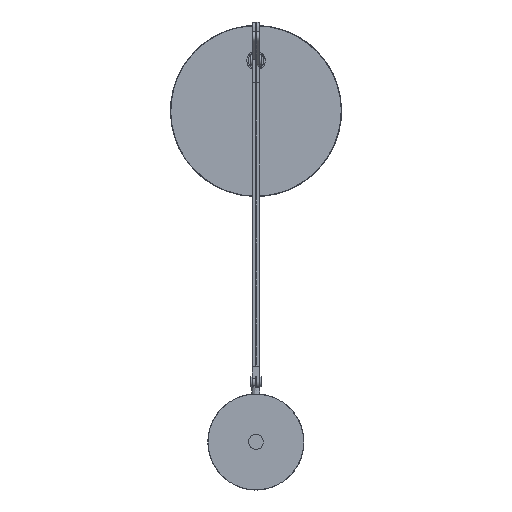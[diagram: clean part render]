
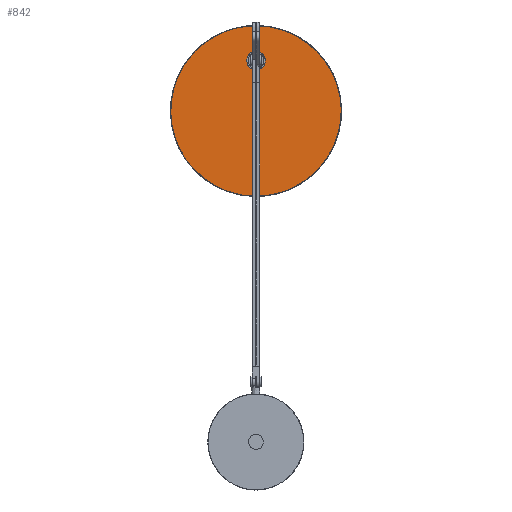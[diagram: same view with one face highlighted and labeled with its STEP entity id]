
A CAD part, top view. The second image highlights one B-rep face of the part: STEP entity #842.
In plain terms, the highlighted planar face has unit normal (0, 0, 1).
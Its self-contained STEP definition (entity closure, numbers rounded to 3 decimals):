
#842=ADVANCED_FACE('',(#970),#3006,.T.);
#970=FACE_OUTER_BOUND('',#1103,.T.);
#1103=EDGE_LOOP('',(#1266));
#1266=ORIENTED_EDGE('',*,*,#1746,.F.);
#1746=EDGE_CURVE('',#2563,#2563,#2216,.T.);
#2216=(
BOUNDED_CURVE()
B_SPLINE_CURVE(2,(#4039,#4040,#4041,#4042,#4043,#4044,#4045,#4046,#4047),
 .UNSPECIFIED.,.T.,.F.)
B_SPLINE_CURVE_WITH_KNOTS((3,2,2,2,3),(0.,181.118,362.237,
543.355,724.473),.UNSPECIFIED.)
CURVE()
GEOMETRIC_REPRESENTATION_ITEM()
RATIONAL_B_SPLINE_CURVE((1.,0.707,1.,0.707,1.,0.707,
1.,0.707,1.))
REPRESENTATION_ITEM('')
);
#2563=VERTEX_POINT('',#4038);
#3006=PLANE('',#3380);
#3380=AXIS2_PLACEMENT_3D('',#4037,#3500,$);
#3500=DIRECTION('',(0.,0.,1.));
#4037=CARTESIAN_POINT('',(138.547,302.129,-974.882));
#4038=CARTESIAN_POINT('',(0.,48.279,-974.882));
#4039=CARTESIAN_POINT('',(0.,48.279,-974.882));
#4040=CARTESIAN_POINT('',(-115.303,48.279,-974.882));
#4041=CARTESIAN_POINT('',(-115.303,163.582,-974.882));
#4042=CARTESIAN_POINT('',(-115.303,278.886,-974.882));
#4043=CARTESIAN_POINT('',(0.,278.886,-974.882));
#4044=CARTESIAN_POINT('',(115.303,278.886,-974.882));
#4045=CARTESIAN_POINT('',(115.303,163.582,-974.882));
#4046=CARTESIAN_POINT('',(115.303,48.279,-974.882));
#4047=CARTESIAN_POINT('',(0.,48.279,-974.882));
